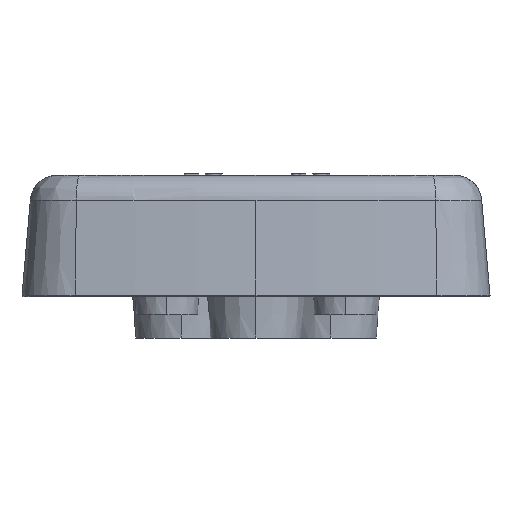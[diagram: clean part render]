
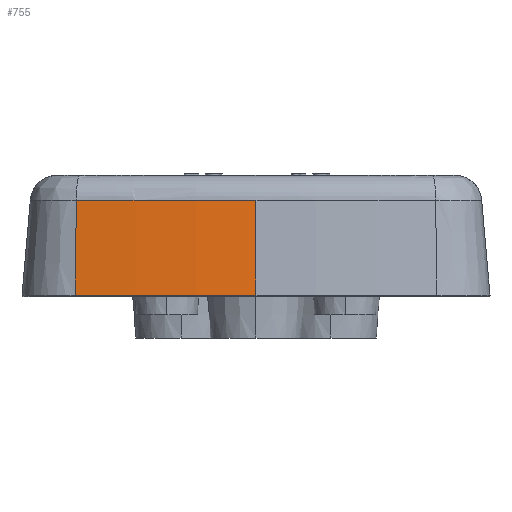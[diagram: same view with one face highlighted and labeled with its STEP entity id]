
A CAD part, front view. The second image highlights one B-rep face of the part: STEP entity #755.
In plain terms, the highlighted conical face has half-angle 5 degrees and reference radius 182.518 mm.
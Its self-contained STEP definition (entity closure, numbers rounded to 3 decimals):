
#55=AXIS2_PLACEMENT_3D('Circle Axis2P3D',#53,#54,$) ;
#728=AXIS2_PLACEMENT_3D('Cone Axis2P3D',#725,#726,#727) ;
#746=AXIS2_PLACEMENT_3D('Circle Axis2P3D',#744,#745,$) ;
#50=CARTESIAN_POINT('Vertex',(6.737,2.401,17.096)) ;
#53=CARTESIAN_POINT('Axis2P3D Location',(29.033,183.033,17.096)) ;
#57=CARTESIAN_POINT('Vertex',(29.033,1.031,17.096)) ;
#725=CARTESIAN_POINT('Axis2P3D Location',(29.033,183.033,11.207)) ;
#730=CARTESIAN_POINT('Line Origine',(29.033,-43486.097,-497043.046)) ;
#734=CARTESIAN_POINT('Vertex',(29.033,0.,5.317)) ;
#737=CARTESIAN_POINT('Line Origine',(-5320.746,-43157.165,-497043.046)) ;
#741=CARTESIAN_POINT('Vertex',(6.611,1.379,5.317)) ;
#744=CARTESIAN_POINT('Axis2P3D Location',(29.033,183.033,5.317)) ;
#54=DIRECTION('Axis2P3D Direction',(0.,-0.,1.)) ;
#726=DIRECTION('Axis2P3D Direction',(0.,0.,-1.)) ;
#727=DIRECTION('Axis2P3D XDirection',(0.,-1.,0.)) ;
#731=DIRECTION('Vector Direction',(0.,-0.087,-0.996)) ;
#738=DIRECTION('Vector Direction',(-0.011,-0.086,-0.996)) ;
#745=DIRECTION('Axis2P3D Direction',(0.,0.,-1.)) ;
#732=VECTOR('Line Direction',#731,1.) ;
#739=VECTOR('Line Direction',#738,1.) ;
#750=ORIENTED_EDGE('',*,*,#736,.F.) ;
#751=ORIENTED_EDGE('',*,*,#59,.F.) ;
#752=ORIENTED_EDGE('',*,*,#743,.T.) ;
#753=ORIENTED_EDGE('',*,*,#748,.F.) ;
#755=ADVANCED_FACE('CABTITE EP 24/20 GY',(#754),#729,.T.) ;
#56=CIRCLE('generated circle',#55,182.003) ;
#747=CIRCLE('generated circle',#746,183.033) ;
#729=CONICAL_SURFACE('Cone',#728,182.518,0.087) ;
#59=EDGE_CURVE('',#51,#58,#56,.T.) ;
#736=EDGE_CURVE('',#58,#735,#733,.T.) ;
#743=EDGE_CURVE('',#51,#742,#740,.T.) ;
#748=EDGE_CURVE('',#735,#742,#747,.T.) ;
#749=EDGE_LOOP('',(#750,#751,#752,#753)) ;
#754=FACE_OUTER_BOUND('',#749,.T.) ;
#733=LINE('Line',#730,#732) ;
#740=LINE('Line',#737,#739) ;
#51=VERTEX_POINT('',#50) ;
#58=VERTEX_POINT('',#57) ;
#735=VERTEX_POINT('',#734) ;
#742=VERTEX_POINT('',#741) ;
